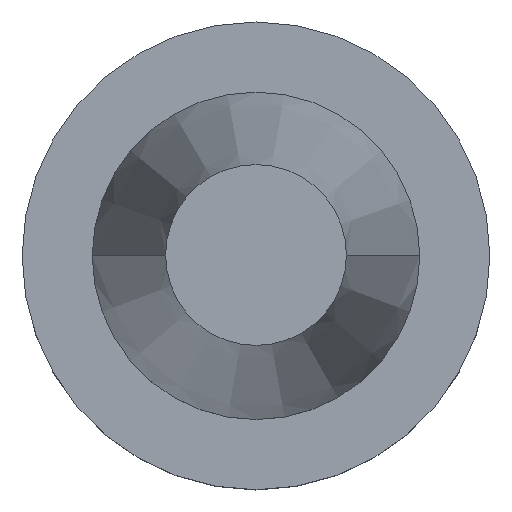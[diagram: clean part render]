
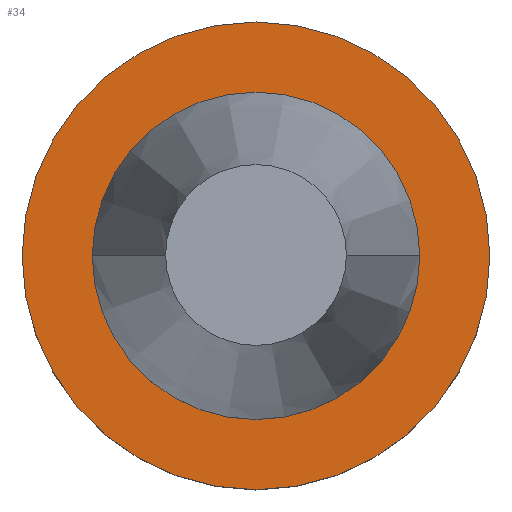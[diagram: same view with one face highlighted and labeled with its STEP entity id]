
A CAD part, top view. The second image highlights one B-rep face of the part: STEP entity #34.
In plain terms, the highlighted planar face has unit normal (0, 0, 1).
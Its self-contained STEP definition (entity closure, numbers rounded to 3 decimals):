
#24 = CARTESIAN_POINT ( 'NONE',  ( -31.75, 0., -1. ) ) ;
#34 = ADVANCED_FACE ( 'NONE', ( #308, #234 ), #753, .F. ) ;
#51 = CARTESIAN_POINT ( 'NONE',  ( -22.225, 0., -1. ) ) ;
#76 = EDGE_LOOP ( 'NONE', ( #803, #600 ) ) ;
#80 = ORIENTED_EDGE ( 'NONE', *, *, #261, .F. ) ;
#81 = AXIS2_PLACEMENT_3D ( 'NONE', #307, #625, #297 ) ;
#91 = VERTEX_POINT ( 'NONE', #387 ) ;
#133 = AXIS2_PLACEMENT_3D ( 'NONE', #343, #529, #206 ) ;
#206 = DIRECTION ( 'NONE',  ( 1., 0., 0. ) ) ;
#222 = DIRECTION ( 'NONE',  ( 1., 0., 0. ) ) ;
#234 = FACE_OUTER_BOUND ( 'NONE', #76, .T. ) ;
#261 = EDGE_CURVE ( 'NONE', #540, #516, #519, .T. ) ;
#287 = CARTESIAN_POINT ( 'NONE',  ( 22.225, 0., -1. ) ) ;
#297 = DIRECTION ( 'NONE',  ( 1., 0., 0. ) ) ;
#307 = CARTESIAN_POINT ( 'NONE',  ( 0., 0., -1. ) ) ;
#308 = FACE_BOUND ( 'NONE', #368, .T. ) ;
#309 = EDGE_CURVE ( 'NONE', #91, #715, #771, .T. ) ;
#328 = DIRECTION ( 'NONE',  ( 0., 0., 1. ) ) ;
#343 = CARTESIAN_POINT ( 'NONE',  ( 0., 0., -1. ) ) ;
#368 = EDGE_LOOP ( 'NONE', ( #696, #80 ) ) ;
#387 = CARTESIAN_POINT ( 'NONE',  ( 31.75, 0., -1. ) ) ;
#418 = CARTESIAN_POINT ( 'NONE',  ( 0., 0., -1. ) ) ;
#428 = CIRCLE ( 'NONE', #81, 22.225 ) ;
#463 = EDGE_CURVE ( 'NONE', #516, #540, #428, .T. ) ;
#493 = DIRECTION ( 'NONE',  ( -1., 0., 0. ) ) ;
#501 = DIRECTION ( 'NONE',  ( 0., 0., -1. ) ) ;
#506 = AXIS2_PLACEMENT_3D ( 'NONE', #828, #501, #493 ) ;
#516 = VERTEX_POINT ( 'NONE', #287 ) ;
#517 = DIRECTION ( 'NONE',  ( 1., 0., 0. ) ) ;
#519 = CIRCLE ( 'NONE', #133, 22.225 ) ;
#529 = DIRECTION ( 'NONE',  ( 0., 0., 1. ) ) ;
#540 = VERTEX_POINT ( 'NONE', #51 ) ;
#600 = ORIENTED_EDGE ( 'NONE', *, *, #602, .T. ) ;
#602 = EDGE_CURVE ( 'NONE', #715, #91, #789, .T. ) ;
#625 = DIRECTION ( 'NONE',  ( 0., 0., 1. ) ) ;
#632 = AXIS2_PLACEMENT_3D ( 'NONE', #418, #725, #222 ) ;
#635 = AXIS2_PLACEMENT_3D ( 'NONE', #711, #328, #517 ) ;
#696 = ORIENTED_EDGE ( 'NONE', *, *, #463, .F. ) ;
#711 = CARTESIAN_POINT ( 'NONE',  ( 0., 0., -1. ) ) ;
#715 = VERTEX_POINT ( 'NONE', #24 ) ;
#725 = DIRECTION ( 'NONE',  ( 0., 0., 1. ) ) ;
#753 = PLANE ( 'NONE',  #506 ) ;
#771 = CIRCLE ( 'NONE', #632, 31.75 ) ;
#789 = CIRCLE ( 'NONE', #635, 31.75 ) ;
#803 = ORIENTED_EDGE ( 'NONE', *, *, #309, .T. ) ;
#828 = CARTESIAN_POINT ( 'NONE',  ( 0., 31.75, -1. ) ) ;
